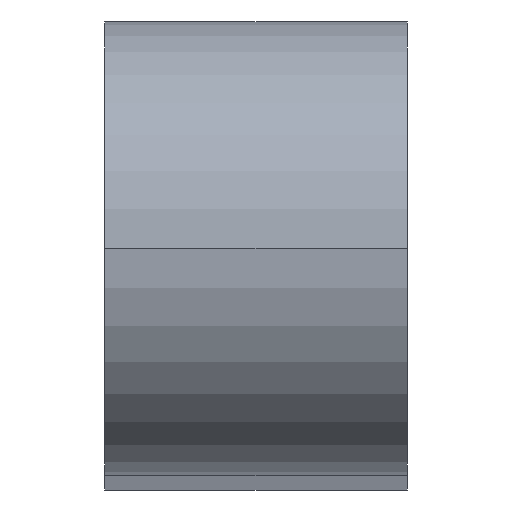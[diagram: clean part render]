
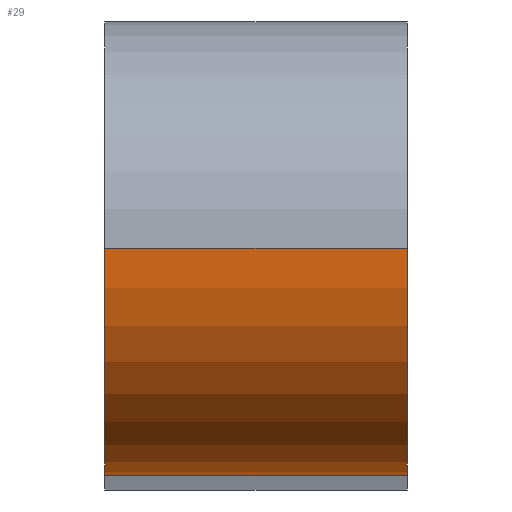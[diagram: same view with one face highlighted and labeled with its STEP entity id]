
A CAD part, top view. The second image highlights one B-rep face of the part: STEP entity #29.
In plain terms, the highlighted cylindrical face has radius 7.5 mm (diameter 15 mm), a partial arc.
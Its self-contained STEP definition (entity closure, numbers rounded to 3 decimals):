
#7 = CARTESIAN_POINT ( 'NONE',  ( 10., -7.5, 270. ) ) ;
#17 = ORIENTED_EDGE ( 'NONE', *, *, #171, .T. ) ;
#28 = CARTESIAN_POINT ( 'NONE',  ( 0., -7.5, 270. ) ) ;
#29 = ADVANCED_FACE ( 'NONE', ( #99 ), #105, .T. ) ;
#45 = DIRECTION ( 'NONE',  ( -1., 0., 0. ) ) ;
#62 = VERTEX_POINT ( 'NONE', #65 ) ;
#65 = CARTESIAN_POINT ( 'NONE',  ( 10., 0., 277.5 ) ) ;
#70 = VERTEX_POINT ( 'NONE', #139 ) ;
#84 = VECTOR ( 'NONE', #45, 1000. ) ;
#92 = CARTESIAN_POINT ( 'NONE',  ( 0., 0., 270. ) ) ;
#99 = FACE_OUTER_BOUND ( 'NONE', #314, .T. ) ;
#101 = CIRCLE ( 'NONE', #205, 7.5 ) ;
#104 = ORIENTED_EDGE ( 'NONE', *, *, #166, .F. ) ;
#105 = CYLINDRICAL_SURFACE ( 'NONE', #309, 7.5 ) ;
#117 = DIRECTION ( 'NONE',  ( -1., 0., 0. ) ) ;
#128 = CARTESIAN_POINT ( 'NONE',  ( 10., 0., 270. ) ) ;
#134 = ORIENTED_EDGE ( 'NONE', *, *, #398, .F. ) ;
#135 = VECTOR ( 'NONE', #117, 1000. ) ;
#137 = ORIENTED_EDGE ( 'NONE', *, *, #354, .T. ) ;
#139 = CARTESIAN_POINT ( 'NONE',  ( 0., 0., 277.5 ) ) ;
#141 = DIRECTION ( 'NONE',  ( 0., 0., 1. ) ) ;
#166 = EDGE_CURVE ( 'NONE', #216, #294, #305, .T. ) ;
#171 = EDGE_CURVE ( 'NONE', #62, #70, #279, .T. ) ;
#191 = DIRECTION ( 'NONE',  ( 0., 0., -1. ) ) ;
#194 = DIRECTION ( 'NONE',  ( 0., 0., -1. ) ) ;
#205 = AXIS2_PLACEMENT_3D ( 'NONE', #92, #389, #191 ) ;
#207 = CARTESIAN_POINT ( 'NONE',  ( 10., 0., 270. ) ) ;
#216 = VERTEX_POINT ( 'NONE', #7 ) ;
#244 = CARTESIAN_POINT ( 'NONE',  ( 10., -7.5, 270. ) ) ;
#259 = DIRECTION ( 'NONE',  ( 1., 0., 0. ) ) ;
#279 = LINE ( 'NONE', #405, #135 ) ;
#294 = VERTEX_POINT ( 'NONE', #28 ) ;
#305 = LINE ( 'NONE', #244, #84 ) ;
#309 = AXIS2_PLACEMENT_3D ( 'NONE', #207, #337, #141 ) ;
#314 = EDGE_LOOP ( 'NONE', ( #134, #17, #137, #104 ) ) ;
#337 = DIRECTION ( 'NONE',  ( -1., 0., 0. ) ) ;
#354 = EDGE_CURVE ( 'NONE', #70, #294, #101, .T. ) ;
#356 = AXIS2_PLACEMENT_3D ( 'NONE', #128, #259, #194 ) ;
#389 = DIRECTION ( 'NONE',  ( 1., 0., 0. ) ) ;
#391 = CIRCLE ( 'NONE', #356, 7.5 ) ;
#398 = EDGE_CURVE ( 'NONE', #62, #216, #391, .T. ) ;
#405 = CARTESIAN_POINT ( 'NONE',  ( 10., 0., 277.5 ) ) ;
